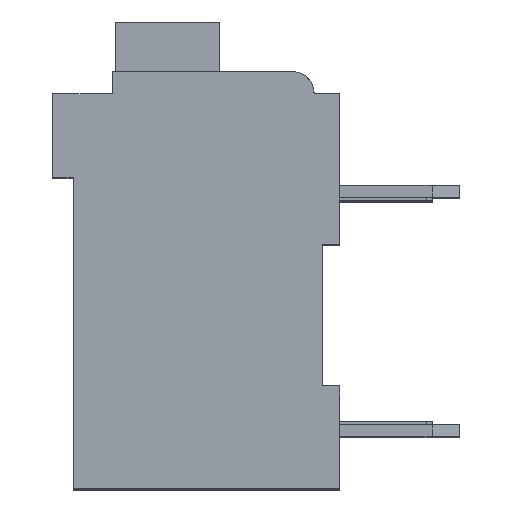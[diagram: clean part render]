
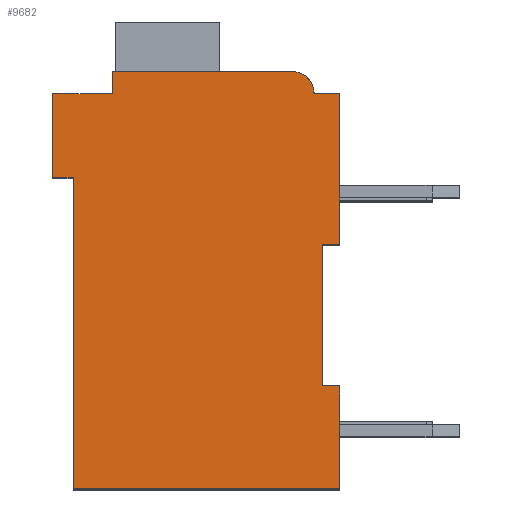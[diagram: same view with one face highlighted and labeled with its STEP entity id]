
A CAD part, top view. The second image highlights one B-rep face of the part: STEP entity #9682.
In plain terms, the highlighted planar face has unit normal (0, 0, 1).
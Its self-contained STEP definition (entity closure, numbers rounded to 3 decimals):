
#1122=DIRECTION('',(1.,0.,0.));
#1123=VECTOR('',#1122,0.5);
#1124=CARTESIAN_POINT('',(7.3,7.15,2.1));
#1125=LINE('',#1124,#1123);
#1126=DIRECTION('',(0.,1.,0.));
#1127=VECTOR('',#1126,4.15);
#1128=CARTESIAN_POINT('',(7.3,3.,2.1));
#1129=LINE('',#1128,#1127);
#1130=DIRECTION('',(-1.,0.,0.));
#1131=VECTOR('',#1130,0.5);
#1132=CARTESIAN_POINT('',(7.8,3.,2.1));
#1133=LINE('',#1132,#1131);
#1134=DIRECTION('',(0.,1.,0.));
#1135=VECTOR('',#1134,3.);
#1136=CARTESIAN_POINT('',(7.8,0.,2.1));
#1137=LINE('',#1136,#1135);
#1138=DIRECTION('',(1.,0.,0.));
#1139=VECTOR('',#1138,7.8);
#1140=CARTESIAN_POINT('',(0.,0.,2.1));
#1141=LINE('',#1140,#1139);
#1142=DIRECTION('',(0.,-1.,0.));
#1143=VECTOR('',#1142,9.1);
#1144=CARTESIAN_POINT('',(0.,9.1,2.1));
#1145=LINE('',#1144,#1143);
#1146=DIRECTION('',(1.,0.,0.));
#1147=VECTOR('',#1146,0.6);
#1148=CARTESIAN_POINT('',(-0.6,9.1,2.1));
#1149=LINE('',#1148,#1147);
#1150=DIRECTION('',(0.,-1.,0.));
#1151=VECTOR('',#1150,2.45);
#1152=CARTESIAN_POINT('',(-0.6,11.55,2.1));
#1153=LINE('',#1152,#1151);
#1154=DIRECTION('',(-1.,0.,0.));
#1155=VECTOR('',#1154,1.75);
#1156=CARTESIAN_POINT('',(1.15,11.55,2.1));
#1157=LINE('',#1156,#1155);
#1158=DIRECTION('',(0.,-1.,0.));
#1159=VECTOR('',#1158,0.65);
#1160=CARTESIAN_POINT('',(1.15,12.2,2.1));
#1161=LINE('',#1160,#1159);
#1162=DIRECTION('',(-1.,0.,0.));
#1163=VECTOR('',#1162,5.25);
#1164=CARTESIAN_POINT('',(6.4,12.2,2.1));
#1165=LINE('',#1164,#1163);
#1166=CARTESIAN_POINT('',(6.4,11.55,2.1));
#1167=DIRECTION('',(0.,0.,1.));
#1168=DIRECTION('',(1.,0.,0.));
#1169=AXIS2_PLACEMENT_3D('',#1166,#1167,#1168);
#1171=DIRECTION('',(-1.,0.,0.));
#1172=VECTOR('',#1171,0.75);
#1173=CARTESIAN_POINT('',(7.8,11.55,2.1));
#1174=LINE('',#1173,#1172);
#1175=DIRECTION('',(0.,1.,0.));
#1176=VECTOR('',#1175,4.4);
#1177=CARTESIAN_POINT('',(7.8,7.15,2.1));
#1178=LINE('',#1177,#1176);
#6658=CARTESIAN_POINT('',(7.3,7.15,2.1));
#6659=CARTESIAN_POINT('',(7.8,7.15,2.1));
#6660=VERTEX_POINT('',#6658);
#6661=VERTEX_POINT('',#6659);
#6662=CARTESIAN_POINT('',(7.8,11.55,2.1));
#6663=VERTEX_POINT('',#6662);
#6664=CARTESIAN_POINT('',(7.05,11.55,2.1));
#6665=VERTEX_POINT('',#6664);
#6666=CARTESIAN_POINT('',(6.4,12.2,2.1));
#6667=VERTEX_POINT('',#6666);
#6668=CARTESIAN_POINT('',(1.15,12.2,2.1));
#6669=VERTEX_POINT('',#6668);
#6670=CARTESIAN_POINT('',(1.15,11.55,2.1));
#6671=VERTEX_POINT('',#6670);
#6672=CARTESIAN_POINT('',(-0.6,11.55,2.1));
#6673=VERTEX_POINT('',#6672);
#6674=CARTESIAN_POINT('',(-0.6,9.1,2.1));
#6675=VERTEX_POINT('',#6674);
#6676=CARTESIAN_POINT('',(0.,9.1,2.1));
#6677=VERTEX_POINT('',#6676);
#6678=CARTESIAN_POINT('',(0.,0.,2.1));
#6679=VERTEX_POINT('',#6678);
#6680=CARTESIAN_POINT('',(7.8,0.,2.1));
#6681=VERTEX_POINT('',#6680);
#6682=CARTESIAN_POINT('',(7.8,3.,2.1));
#6683=VERTEX_POINT('',#6682);
#6684=CARTESIAN_POINT('',(7.3,3.,2.1));
#6685=VERTEX_POINT('',#6684);
#9652=CARTESIAN_POINT('',(0.,0.,2.1));
#9653=DIRECTION('',(0.,0.,1.));
#9654=DIRECTION('',(1.,0.,0.));
#9655=AXIS2_PLACEMENT_3D('',#9652,#9653,#9654);
#9656=PLANE('',#9655);
#9657=ORIENTED_EDGE('',*,*,#8747,.F.);
#9658=ORIENTED_EDGE('',*,*,#9111,.F.);
#9660=ORIENTED_EDGE('',*,*,#9659,.F.);
#9662=ORIENTED_EDGE('',*,*,#9661,.F.);
#9663=ORIENTED_EDGE('',*,*,#9462,.F.);
#9664=ORIENTED_EDGE('',*,*,#9395,.F.);
#9666=ORIENTED_EDGE('',*,*,#9665,.F.);
#9668=ORIENTED_EDGE('',*,*,#9667,.F.);
#9670=ORIENTED_EDGE('',*,*,#9669,.F.);
#9672=ORIENTED_EDGE('',*,*,#9671,.F.);
#9674=ORIENTED_EDGE('',*,*,#9673,.F.);
#9676=ORIENTED_EDGE('',*,*,#9675,.F.);
#9678=ORIENTED_EDGE('',*,*,#9677,.F.);
#9679=ORIENTED_EDGE('',*,*,#8947,.F.);
#9680=EDGE_LOOP('',(#9657,#9658,#9660,#9662,#9663,#9664,#9666,#9668,#9670,#9672,
#9674,#9676,#9678,#9679));
#9681=FACE_OUTER_BOUND('',#9680,.F.);
#1170=CIRCLE('',#1169,0.65);
#8747=EDGE_CURVE('',#6660,#6661,#1125,.T.);
#8947=EDGE_CURVE('',#6661,#6663,#1178,.T.);
#9111=EDGE_CURVE('',#6685,#6660,#1129,.T.);
#9395=EDGE_CURVE('',#6677,#6679,#1145,.T.);
#9462=EDGE_CURVE('',#6679,#6681,#1141,.T.);
#9659=EDGE_CURVE('',#6683,#6685,#1133,.T.);
#9661=EDGE_CURVE('',#6681,#6683,#1137,.T.);
#9665=EDGE_CURVE('',#6675,#6677,#1149,.T.);
#9667=EDGE_CURVE('',#6673,#6675,#1153,.T.);
#9669=EDGE_CURVE('',#6671,#6673,#1157,.T.);
#9671=EDGE_CURVE('',#6669,#6671,#1161,.T.);
#9673=EDGE_CURVE('',#6667,#6669,#1165,.T.);
#9675=EDGE_CURVE('',#6665,#6667,#1170,.T.);
#9677=EDGE_CURVE('',#6663,#6665,#1174,.T.);
#9682=ADVANCED_FACE('',(#9681),#9656,.T.);
